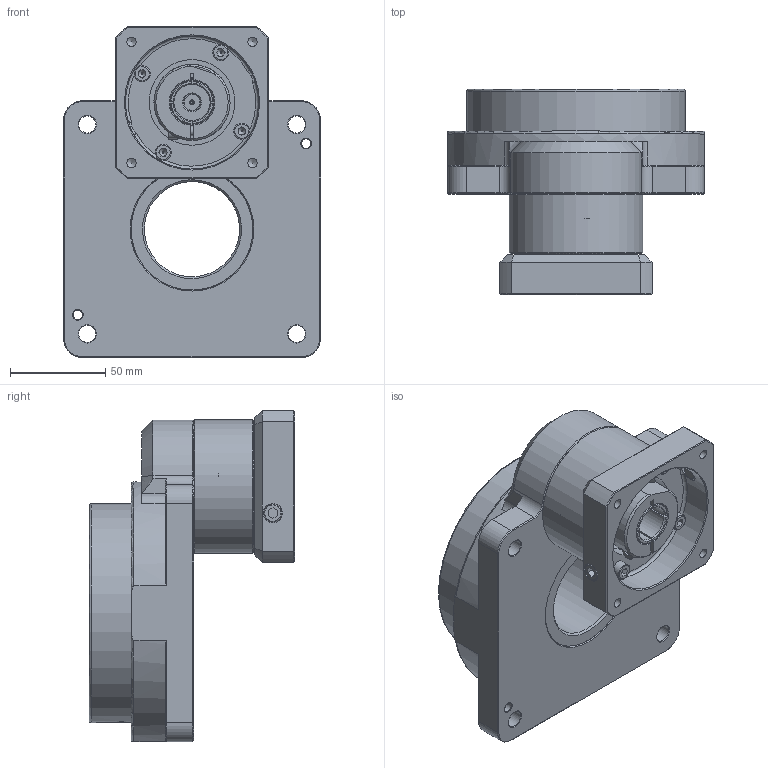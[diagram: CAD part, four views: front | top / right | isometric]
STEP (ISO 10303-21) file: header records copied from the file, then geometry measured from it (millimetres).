
FILE_DESCRIPTION((''),'2;1');
FILE_NAME('KGT-135B-1 (S19).stp','2016-10-17T16:16:38',('Young'),(''),'Autodesk Inventor 2012','Autodesk Inventor 2012','');
FILE_SCHEMA(('AUTOMOTIVE_DESIGN { 1 0 10303 214 1 1 1 1 }'));
Length unit declared in the file: millimetre
Products named in the file (1): KGT-135B-1 (S19)
Bounding box: 135 x 108 x 174.1 mm (x, y, z)
Volume: 637525.3 mm3; surface area: 220358.1 mm2
Topology: 23 solids, 23 shells, 650 faces, 1468 edges, 911 vertices
Faces by surface type: plane 303, cone 168, cylinder 154, torus 23, bspline 2
Full cylindrical faces by diameter (mm): 1.5 x2, 2.459 x4, 3.3 x4, 4 x4, 4.2 x17, 4.5 x4, 4.917 x4, 5 x10, 5.5 x5, 7 x4, 8 x4, 8.5 x6, 9 x7, 9.1 x1, 9.5 x2, 15 x1, 18.7 x1, 19.1 x1, 20 x2, 24 x1, 24.5 x1, 24.8 x1, 25 x1, 31 x1, 37 x3, 40 x2, 42 x2, 44.6 x1, 45 x1, 50 x3
Entity records: 16756 total; most frequent: CARTESIAN_POINT 3401, DIRECTION 2883, ORIENTED_EDGE 2242, AXIS2_PLACEMENT_3D 1205, EDGE_CURVE 1121, EDGE_LOOP 1014, VERTEX_POINT 825, FACE_OUTER_BOUND 650
